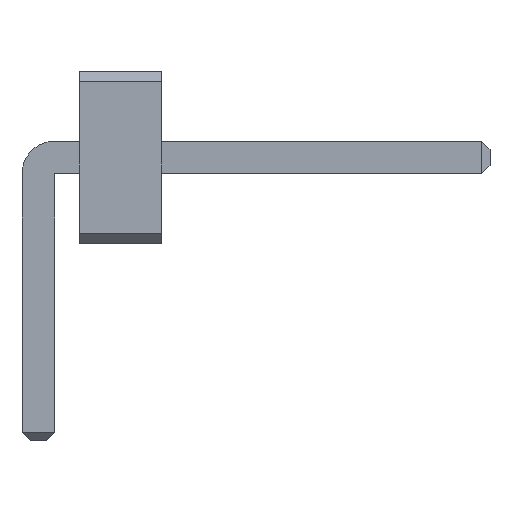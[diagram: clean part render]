
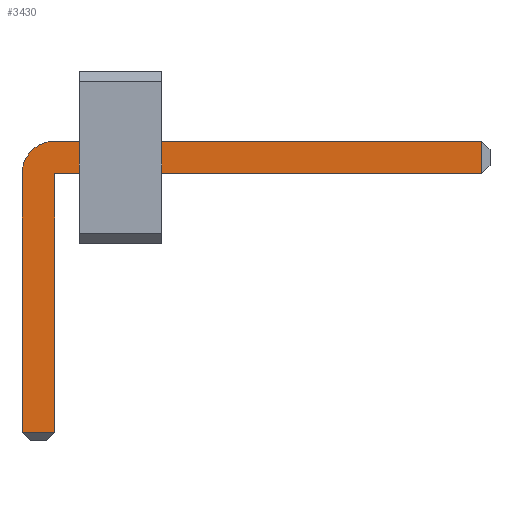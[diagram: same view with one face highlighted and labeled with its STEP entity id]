
A CAD part, front view. The second image highlights one B-rep face of the part: STEP entity #3430.
In plain terms, the highlighted planar face has unit normal (0, -1, 0).
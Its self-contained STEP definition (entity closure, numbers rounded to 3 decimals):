
#13=DIRECTION('',(0.,0.,1.));
#27=VECTOR('',#28,1.);
#28=DIRECTION('',(1.,0.,0.));
#1525=VECTOR('',#13,1.);
#3204=DIRECTION('',(0.,0.,-1.));
#3241=VECTOR('',#3204,1.);
#3248=VECTOR('',#3249,1.);
#3249=DIRECTION('',(-1.,0.,0.));
#3270=DIRECTION('',(-0.,1.,0.));
#3274=DIRECTION('',(0.,1.,0.));
#3275=DIRECTION('',(1.,0.,0.));
#3282=VERTEX_POINT('',#3283);
#3283=CARTESIAN_POINT('',(0.2,-31.95,1.25));
#3285=ORIENTED_EDGE('',*,*,#3286,.T.);
#3286=EDGE_CURVE('',#3282,#3287,#3289,.T.);
#3287=VERTEX_POINT('',#3288);
#3288=CARTESIAN_POINT('',(5.4,-31.95,1.25));
#3289=LINE('',#3290,#27);
#3290=CARTESIAN_POINT('',(-0.2,-31.95,1.25));
#3326=EDGE_CURVE('',#3327,#3282,#3329,.T.);
#3327=VERTEX_POINT('',#3328);
#3328=CARTESIAN_POINT('',(-0.2,-31.95,0.85));
#3329=CIRCLE('',#3330,0.4);
#3330=AXIS2_PLACEMENT_3D('',#3331,#3270,#3204);
#3331=CARTESIAN_POINT('',(0.2,-31.95,0.85));
#3343=VERTEX_POINT('',#3344);
#3344=CARTESIAN_POINT('',(5.4,-31.95,0.85));
#3346=ORIENTED_EDGE('',*,*,#3347,.T.);
#3347=EDGE_CURVE('',#3343,#3348,#3349,.T.);
#3348=VERTEX_POINT('',#3331);
#3349=LINE('',#3350,#3248);
#3350=CARTESIAN_POINT('',(5.5,-31.95,0.85));
#3362=VERTEX_POINT('',#3363);
#3363=CARTESIAN_POINT('',(-0.2,-31.95,-2.3));
#3365=ORIENTED_EDGE('',*,*,#3366,.T.);
#3366=EDGE_CURVE('',#3362,#3327,#3367,.T.);
#3367=LINE('',#3368,#1525);
#3368=CARTESIAN_POINT('',(-0.2,-31.95,-2.4));
#3376=ORIENTED_EDGE('',*,*,#3377,.T.);
#3377=EDGE_CURVE('',#3348,#3378,#3380,.T.);
#3378=VERTEX_POINT('',#3379);
#3379=CARTESIAN_POINT('',(0.2,-31.95,-2.3));
#3380=LINE('',#3331,#3241);
#3430=ADVANCED_FACE('',(#3431),#3440,.F.);
#3431=FACE_BOUND('',#3432,.F.);
#3432=EDGE_LOOP('',(#3285,#3433,#3346,#3376,#3436,#3365,#3439));
#3433=ORIENTED_EDGE('',*,*,#3434,.T.);
#3434=EDGE_CURVE('',#3287,#3343,#3435,.T.);
#3435=LINE('',#3288,#3241);
#3436=ORIENTED_EDGE('',*,*,#3437,.T.);
#3437=EDGE_CURVE('',#3378,#3362,#3438,.T.);
#3438=LINE('',#3379,#3248);
#3439=ORIENTED_EDGE('',*,*,#3326,.T.);
#3440=PLANE('',#3441);
#3441=AXIS2_PLACEMENT_3D('',#3442,#3274,#3275);
#3442=CARTESIAN_POINT('',(1.729,-31.95,0.346));
